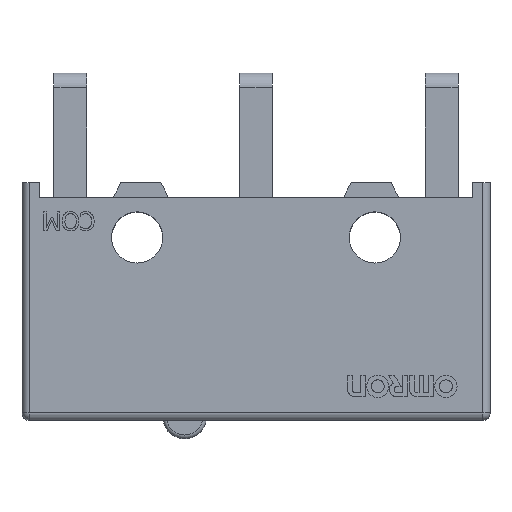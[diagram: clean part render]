
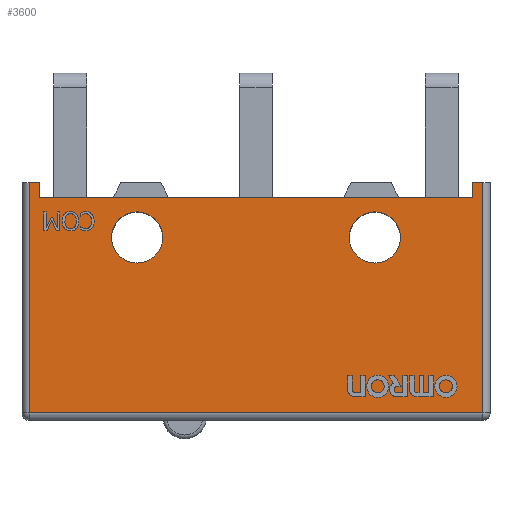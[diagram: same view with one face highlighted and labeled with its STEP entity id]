
A CAD part, top view. The second image highlights one B-rep face of the part: STEP entity #3600.
In plain terms, the highlighted face is planar.
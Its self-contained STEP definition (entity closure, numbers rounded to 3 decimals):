
#215=FACE_BOUND('',#640,.T.);
#216=FACE_BOUND('',#641,.T.);
#279=PLANE('',#3860);
#424=FACE_OUTER_BOUND('',#639,.T.);
#639=EDGE_LOOP('',(#2656,#2657,#2658,#2659,#2660,#2661,#2662,#2663));
#640=EDGE_LOOP('',(#2664));
#641=EDGE_LOOP('',(#2665));
#879=LINE('',#4965,#1240);
#892=LINE('',#5013,#1253);
#893=LINE('',#5017,#1254);
#894=LINE('',#5019,#1255);
#895=LINE('',#5021,#1256);
#896=LINE('',#5023,#1257);
#897=LINE('',#5025,#1258);
#898=LINE('',#5026,#1259);
#1240=VECTOR('',#4163,12.4);
#1253=VECTOR('',#4218,6.3);
#1254=VECTOR('',#4223,6.3);
#1255=VECTOR('',#4224,0.275);
#1256=VECTOR('',#4225,0.4);
#1257=VECTOR('',#4226,11.85);
#1258=VECTOR('',#4227,0.4);
#1259=VECTOR('',#4228,0.275);
#1580=CIRCLE('',#3861,0.7);
#1581=CIRCLE('',#3862,0.7);
#1651=VERTEX_POINT('',#4962);
#1652=VERTEX_POINT('',#4964);
#1666=VERTEX_POINT('',#5012);
#1667=VERTEX_POINT('',#5016);
#1668=VERTEX_POINT('',#5018);
#1669=VERTEX_POINT('',#5020);
#1670=VERTEX_POINT('',#5022);
#1671=VERTEX_POINT('',#5024);
#1672=VERTEX_POINT('',#5027);
#1673=VERTEX_POINT('',#5029);
#2024=EDGE_CURVE('',#1651,#1652,#879,.T.);
#2048=EDGE_CURVE('',#1652,#1666,#892,.T.);
#2050=EDGE_CURVE('',#1667,#1651,#893,.T.);
#2051=EDGE_CURVE('',#1668,#1667,#894,.T.);
#2052=EDGE_CURVE('',#1669,#1668,#895,.T.);
#2053=EDGE_CURVE('',#1670,#1669,#896,.T.);
#2054=EDGE_CURVE('',#1670,#1671,#897,.T.);
#2055=EDGE_CURVE('',#1666,#1671,#898,.T.);
#2056=EDGE_CURVE('',#1672,#1672,#1580,.T.);
#2057=EDGE_CURVE('',#1673,#1673,#1581,.T.);
#2656=ORIENTED_EDGE('',*,*,#2024,.F.);
#2657=ORIENTED_EDGE('',*,*,#2050,.F.);
#2658=ORIENTED_EDGE('',*,*,#2051,.F.);
#2659=ORIENTED_EDGE('',*,*,#2052,.F.);
#2660=ORIENTED_EDGE('',*,*,#2053,.F.);
#2661=ORIENTED_EDGE('',*,*,#2054,.T.);
#2662=ORIENTED_EDGE('',*,*,#2055,.F.);
#2663=ORIENTED_EDGE('',*,*,#2048,.F.);
#2664=ORIENTED_EDGE('',*,*,#2056,.F.);
#2665=ORIENTED_EDGE('',*,*,#2057,.F.);
#3600=ADVANCED_FACE('',(#424,#215,#216),#279,.F.);
#3860=AXIS2_PLACEMENT_3D('',#5015,#4221,#4222);
#3861=AXIS2_PLACEMENT_3D('',#5028,#4229,#4230);
#3862=AXIS2_PLACEMENT_3D('',#5030,#4231,#4232);
#4163=DIRECTION('',(-1.,0.,0.));
#4218=DIRECTION('',(0.,-1.,0.));
#4221=DIRECTION('center_axis',(0.,0.,1.));
#4222=DIRECTION('ref_axis',(1.,0.,0.));
#4223=DIRECTION('',(0.,1.,0.));
#4224=DIRECTION('',(1.,0.,0.));
#4225=DIRECTION('',(0.,-1.,0.));
#4226=DIRECTION('',(1.,0.,0.));
#4227=DIRECTION('',(0.,-1.,0.));
#4228=DIRECTION('',(1.,0.,0.));
#4229=DIRECTION('center_axis',(0.,0.,-1.));
#4230=DIRECTION('ref_axis',(-1.,0.,0.));
#4231=DIRECTION('center_axis',(0.,0.,-1.));
#4232=DIRECTION('ref_axis',(-1.,0.,0.));
#4962=CARTESIAN_POINT('',(2.95,4.8,-0.15));
#4964=CARTESIAN_POINT('',(-9.45,4.8,-0.15));
#4965=CARTESIAN_POINT('',(3.15,4.8,-0.15));
#5012=CARTESIAN_POINT('',(-9.45,-1.5,-0.15));
#5013=CARTESIAN_POINT('',(-9.45,1.75,-0.15));
#5015=CARTESIAN_POINT('Origin',(3.15,5.,-0.15));
#5016=CARTESIAN_POINT('',(2.95,-1.5,-0.15));
#5017=CARTESIAN_POINT('',(2.95,1.75,-0.15));
#5018=CARTESIAN_POINT('',(2.675,-1.5,-0.15));
#5019=CARTESIAN_POINT('',(3.15,-1.5,-0.15));
#5020=CARTESIAN_POINT('',(2.675,-1.1,-0.15));
#5021=CARTESIAN_POINT('',(2.675,-1.1,-0.15));
#5022=CARTESIAN_POINT('',(-9.175,-1.1,-0.15));
#5023=CARTESIAN_POINT('',(-9.175,-1.1,-0.15));
#5024=CARTESIAN_POINT('',(-9.175,-1.5,-0.15));
#5025=CARTESIAN_POINT('',(-9.175,-1.1,-0.15));
#5026=CARTESIAN_POINT('',(3.15,-1.5,-0.15));
#5027=CARTESIAN_POINT('',(-7.2,0.,-0.15));
#5028=CARTESIAN_POINT('Origin',(-6.5,0.,-0.15));
#5029=CARTESIAN_POINT('',(-0.7,0.,-0.15));
#5030=CARTESIAN_POINT('Origin',(0.,0.,-0.15));
